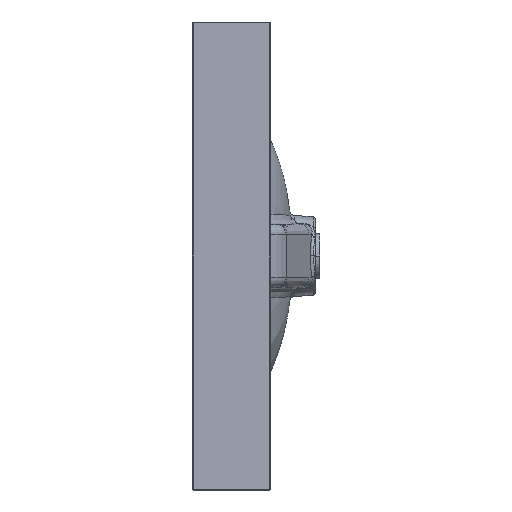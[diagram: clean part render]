
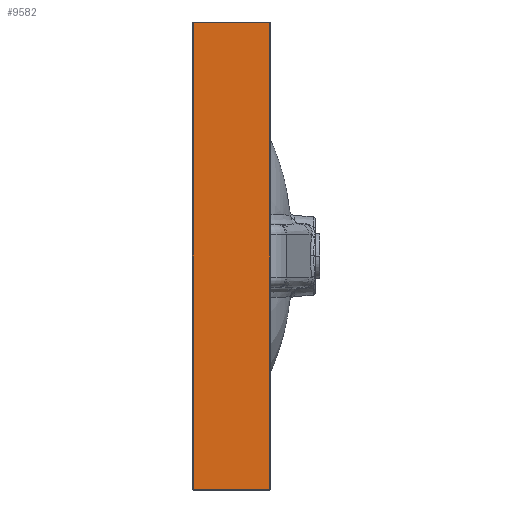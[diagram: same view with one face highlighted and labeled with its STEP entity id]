
A CAD part, left-side view. The second image highlights one B-rep face of the part: STEP entity #9582.
In plain terms, the highlighted planar face has unit normal (-1, 0, 0).
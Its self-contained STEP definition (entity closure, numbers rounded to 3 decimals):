
#2451=DIRECTION('',(0.,0.,-1.));
#2452=VECTOR('',#2451,478.);
#2453=CARTESIAN_POINT('',(-300.,-79.,239.));
#2454=LINE('',#2453,#2452);
#2455=DIRECTION('',(0.,-1.,0.));
#2456=VECTOR('',#2455,78.);
#2457=CARTESIAN_POINT('',(-300.,-1.,-239.));
#2458=LINE('',#2457,#2456);
#2459=DIRECTION('',(0.,0.,1.));
#2460=VECTOR('',#2459,478.);
#2461=CARTESIAN_POINT('',(-300.,-1.,-239.));
#2462=LINE('',#2461,#2460);
#2463=DIRECTION('',(0.,1.,0.));
#2464=VECTOR('',#2463,78.);
#2465=CARTESIAN_POINT('',(-300.,-79.,239.));
#2466=LINE('',#2465,#2464);
#3352=CARTESIAN_POINT('',(-300.,-79.,239.));
#3354=VERTEX_POINT('',#3352);
#3359=CARTESIAN_POINT('',(-300.,-79.,-239.));
#3360=VERTEX_POINT('',#3359);
#3465=CARTESIAN_POINT('',(-300.,-1.,239.));
#3466=VERTEX_POINT('',#3465);
#3477=CARTESIAN_POINT('',(-300.,-1.,-239.));
#3478=VERTEX_POINT('',#3477);
#9570=CARTESIAN_POINT('',(-300.,-9.,0.));
#9571=DIRECTION('',(-1.,0.,0.));
#9572=DIRECTION('',(0.,0.,1.));
#9573=AXIS2_PLACEMENT_3D('',#9570,#9571,#9572);
#9574=PLANE('',#9573);
#9575=ORIENTED_EDGE('',*,*,#9371,.T.);
#9576=ORIENTED_EDGE('',*,*,#9401,.F.);
#9578=ORIENTED_EDGE('',*,*,#9577,.T.);
#9579=ORIENTED_EDGE('',*,*,#9562,.F.);
#9580=EDGE_LOOP('',(#9575,#9576,#9578,#9579));
#9581=FACE_OUTER_BOUND('',#9580,.F.);
#9582=ADVANCED_FACE('',(#9581),#9574,.T.);
#9371=EDGE_CURVE('',#3354,#3360,#2454,.T.);
#9401=EDGE_CURVE('',#3478,#3360,#2458,.T.);
#9562=EDGE_CURVE('',#3354,#3466,#2466,.T.);
#9577=EDGE_CURVE('',#3478,#3466,#2462,.T.);
